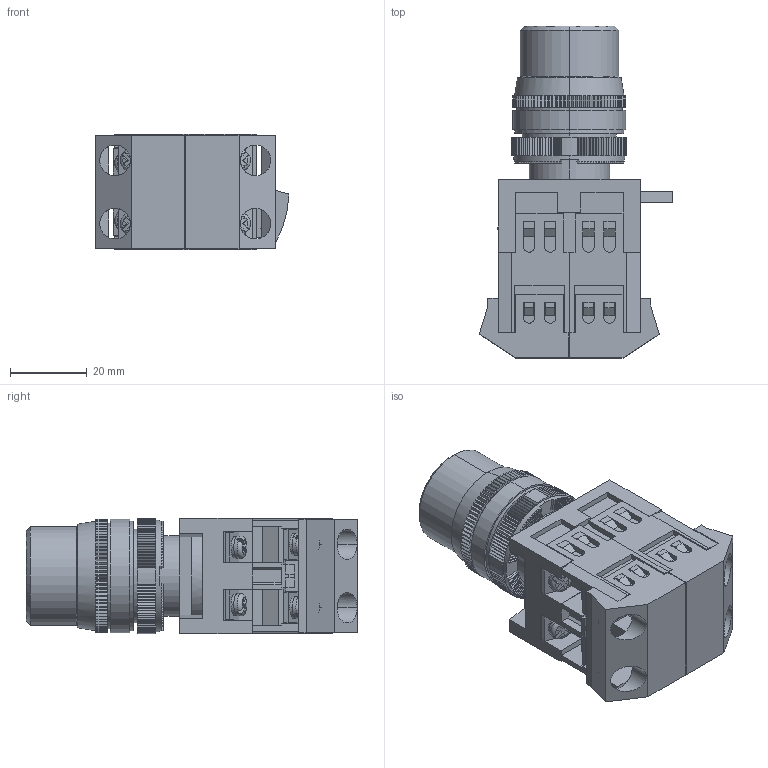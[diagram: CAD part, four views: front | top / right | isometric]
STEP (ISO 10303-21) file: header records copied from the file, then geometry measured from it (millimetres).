
FILE_DESCRIPTION (( 'STEP AP214' ), '1' );
FILE_NAME ('BBT10-ABLF-K08 Êíîïêà ABLF-22 ïðîçðà÷íûé d22ìì íåîí_240Â 1ç+1ð ÈÝÊ.STEP', '2017-11-01T11:51:53', ( '' ), ( '' ), 'SwSTEP 2.0', 'SolidWorks 2014', '' );
FILE_SCHEMA (( 'AUTOMOTIVE_DESIGN' ));
Length unit declared in the file: millimetre
Products named in the file (1): BBT10-ABLF-K08 Êíîïêà ABLF-22 ïðîçðà÷íûé d22ìì íåîí_240Â 1ç+1ð ÈÝÊ
Bounding box: 50.5 x 86.5 x 30 mm (x, y, z)
Volume: 57884.3 mm3; surface area: 30293.3 mm2
Topology: 5 solids, 5 shells, 1839 faces, 4986 edges, 3194 vertices
Faces by surface type: plane 1553, cylinder 266, torus 12, cone 8
Entity records: 57547 total; most frequent: CARTESIAN_POINT 11532, ORIENTED_EDGE 9972, DIRECTION 9307, EDGE_CURVE 4986, LINE 3425, VECTOR 3425, VERTEX_POINT 3194, AXIS2_PLACEMENT_3D 2941
